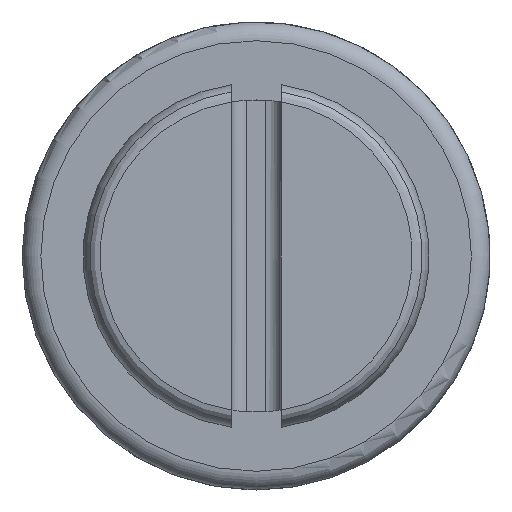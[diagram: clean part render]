
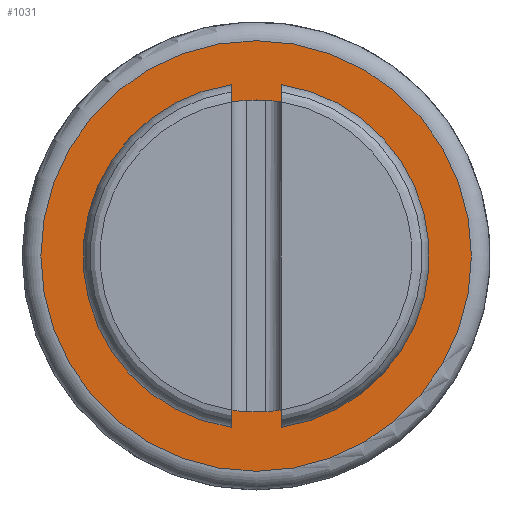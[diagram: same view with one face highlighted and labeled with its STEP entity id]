
A CAD part, left-side view. The second image highlights one B-rep face of the part: STEP entity #1031.
In plain terms, the highlighted planar face has unit normal (-1, 0, 0).
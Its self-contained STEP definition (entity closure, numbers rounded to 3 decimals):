
#14=FACE_BOUND('',#210,.T.);
#37=CIRCLE('',#1118,2.5);
#38=CIRCLE('',#1119,2.5);
#39=CIRCLE('',#1121,3.45);
#40=CIRCLE('',#1122,3.45);
#156=FACE_OUTER_BOUND('',#209,.T.);
#209=EDGE_LOOP('',(#767,#768));
#210=EDGE_LOOP('',(#769,#770));
#410=VERTEX_POINT('',#1788);
#411=VERTEX_POINT('',#1790);
#412=VERTEX_POINT('',#1794);
#413=VERTEX_POINT('',#1795);
#537=EDGE_CURVE('',#411,#410,#37,.T.);
#538=EDGE_CURVE('',#410,#411,#38,.T.);
#539=EDGE_CURVE('',#412,#413,#39,.T.);
#540=EDGE_CURVE('',#413,#412,#40,.T.);
#767=ORIENTED_EDGE('',*,*,#539,.T.);
#768=ORIENTED_EDGE('',*,*,#540,.T.);
#769=ORIENTED_EDGE('',*,*,#537,.T.);
#770=ORIENTED_EDGE('',*,*,#538,.T.);
#939=PLANE('',#1127);
#1031=ADVANCED_FACE('',(#156,#14),#939,.T.);
#1118=AXIS2_PLACEMENT_3D('',#1791,#1287,#1288);
#1119=AXIS2_PLACEMENT_3D('',#1792,#1289,#1290);
#1121=AXIS2_PLACEMENT_3D('',#1796,#1293,#1294);
#1122=AXIS2_PLACEMENT_3D('',#1797,#1295,#1296);
#1127=AXIS2_PLACEMENT_3D('',#1805,#1305,#1306);
#1287=DIRECTION('center_axis',(1.,0.,0.));
#1288=DIRECTION('ref_axis',(0.,-1.,0.));
#1289=DIRECTION('center_axis',(1.,0.,0.));
#1290=DIRECTION('ref_axis',(0.,-1.,0.));
#1293=DIRECTION('center_axis',(-1.,0.,0.));
#1294=DIRECTION('ref_axis',(0.,0.,1.));
#1295=DIRECTION('center_axis',(-1.,0.,0.));
#1296=DIRECTION('ref_axis',(0.,0.,1.));
#1305=DIRECTION('center_axis',(-1.,0.,0.));
#1306=DIRECTION('ref_axis',(0.,0.,1.));
#1788=CARTESIAN_POINT('',(-10.225,0.979,4.751));
#1790=CARTESIAN_POINT('',(-10.225,-4.021,4.751));
#1791=CARTESIAN_POINT('Origin',(-10.225,-1.521,4.751));
#1792=CARTESIAN_POINT('Origin',(-10.225,-1.521,4.751));
#1794=CARTESIAN_POINT('',(-10.225,1.929,4.751));
#1795=CARTESIAN_POINT('',(-10.225,-1.521,1.301));
#1796=CARTESIAN_POINT('Origin',(-10.225,-1.521,4.751));
#1797=CARTESIAN_POINT('Origin',(-10.225,-1.521,4.751));
#1805=CARTESIAN_POINT('Origin',(-10.225,-1.521,4.751));
